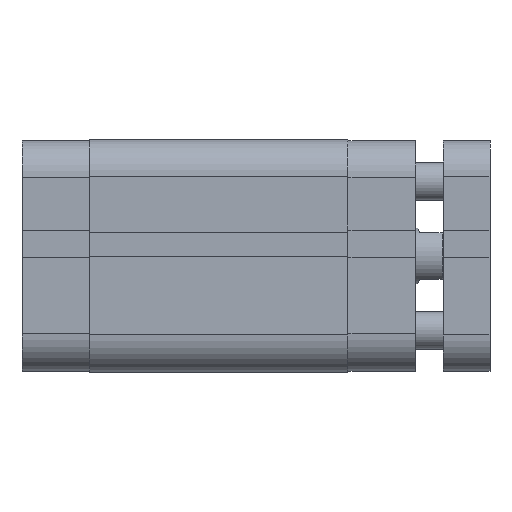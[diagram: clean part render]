
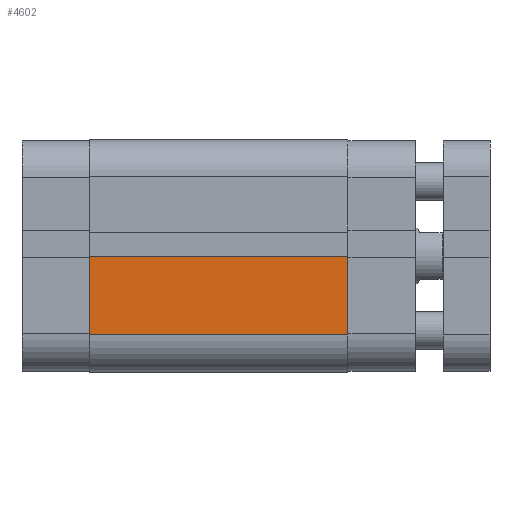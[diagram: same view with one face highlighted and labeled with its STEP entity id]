
A CAD part, top view. The second image highlights one B-rep face of the part: STEP entity #4602.
In plain terms, the highlighted face is planar.
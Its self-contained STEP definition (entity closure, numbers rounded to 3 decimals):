
#301 = EDGE_LOOP ( 'NONE', ( #7451, #7450, #7449, #7448 ) ) ;
#933 = FACE_OUTER_BOUND ( 'NONE', #301, .T. ) ;
#1558 = PLANE ( 'NONE',  #5371 ) ;
#1561 = CARTESIAN_POINT ( 'NONE',  ( 0., -25., 55.5 ) ) ;
#1567 = DIRECTION ( 'NONE',  ( 0., 1., 0. ) ) ;
#1568 = DIRECTION ( 'NONE',  ( -1., 0., 0. ) ) ;
#3258 = EDGE_CURVE ( 'NONE', #4064, #4334, #7959, .T. ) ;
#3333 = EDGE_CURVE ( 'NONE', #4327, #4064, #8069, .T. ) ;
#3349 = EDGE_CURVE ( 'NONE', #4306, #4334, #8101, .T. ) ;
#3353 = EDGE_CURVE ( 'NONE', #4327, #4306, #8107, .T. ) ;
#3393 = CARTESIAN_POINT ( 'NONE',  ( 0., -25., 0. ) ) ;
#3404 = CARTESIAN_POINT ( 'NONE',  ( 0., -25., 55.5 ) ) ;
#3408 = DIRECTION ( 'NONE',  ( 1., 0., 0. ) ) ;
#3412 = DIRECTION ( 'NONE',  ( 0., 0., -1. ) ) ;
#3449 = CARTESIAN_POINT ( 'NONE',  ( 0.1, -25., 55.5 ) ) ;
#3501 = DIRECTION ( 'NONE',  ( 1., 0., 0. ) ) ;
#4064 = VERTEX_POINT ( 'NONE', #6018 ) ;
#4076 = CARTESIAN_POINT ( 'NONE',  ( 17., -25., 55.5 ) ) ;
#4078 = DIRECTION ( 'NONE',  ( 0., 0., -1. ) ) ;
#4306 = VERTEX_POINT ( 'NONE', #6172 ) ;
#4327 = VERTEX_POINT ( 'NONE', #6193 ) ;
#4334 = VERTEX_POINT ( 'NONE', #6200 ) ;
#4602 = ADVANCED_FACE ( 'NONE', ( #933 ), #1558, .F. ) ;
#5371 = AXIS2_PLACEMENT_3D ( 'NONE', #1561, #1567, #1568 ) ;
#6018 = CARTESIAN_POINT ( 'NONE',  ( 17., -25., 55.5 ) ) ;
#6172 = CARTESIAN_POINT ( 'NONE',  ( 0.1, -25., 0. ) ) ;
#6193 = CARTESIAN_POINT ( 'NONE',  ( 0.1, -25., 55.5 ) ) ;
#6200 = CARTESIAN_POINT ( 'NONE',  ( 17., -25., 0. ) ) ;
#7448 = ORIENTED_EDGE ( 'NONE', *, *, #3353, .T. ) ;
#7449 = ORIENTED_EDGE ( 'NONE', *, *, #3333, .F. ) ;
#7450 = ORIENTED_EDGE ( 'NONE', *, *, #3258, .F. ) ;
#7451 = ORIENTED_EDGE ( 'NONE', *, *, #3349, .T. ) ;
#7959 = LINE ( 'NONE', #4076, #7960 ) ;
#7960 = VECTOR ( 'NONE', #4078, 1000. ) ;
#8069 = LINE ( 'NONE', #3404, #8070 ) ;
#8070 = VECTOR ( 'NONE', #3501, 1000. ) ;
#8101 = LINE ( 'NONE', #3393, #8102 ) ;
#8102 = VECTOR ( 'NONE', #3408, 1000. ) ;
#8107 = LINE ( 'NONE', #3449, #8108 ) ;
#8108 = VECTOR ( 'NONE', #3412, 1000. ) ;
